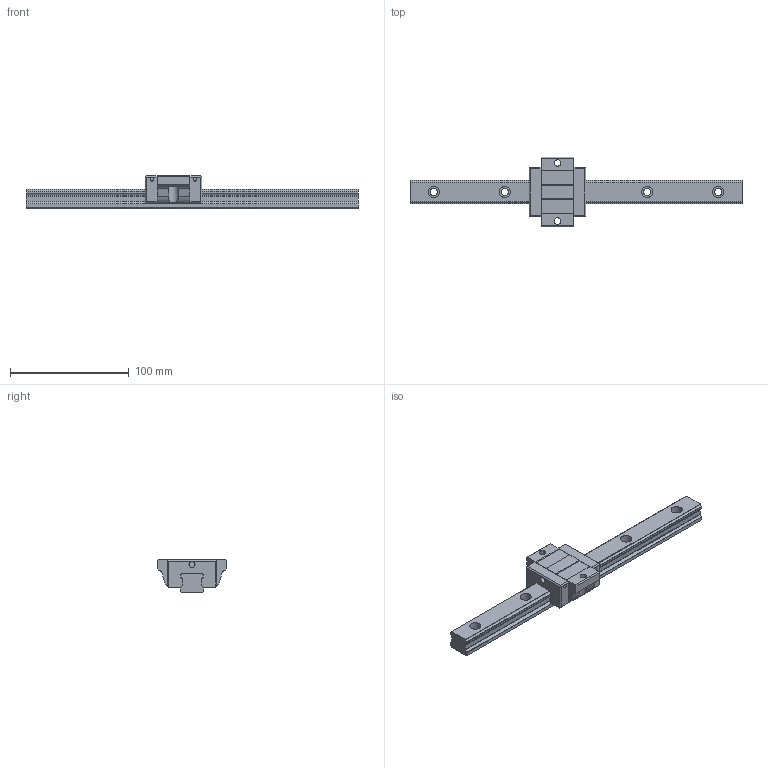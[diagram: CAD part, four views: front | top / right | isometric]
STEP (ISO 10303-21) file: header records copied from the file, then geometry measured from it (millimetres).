
FILE_DESCRIPTION(/* description */ (''),/* implementation_level */ '2;1');
FILE_NAME(/* name */ 'TRS20FS.stp',/* time_stamp */ '2012-09-20T17:46:00+08:00',/* author */ (''),/* organization */ (''),/* preprocessor_version */ 'ST-DEVELOPER v11',/* originating_system */ 'SIEMENS UGS NX 6.0',/* authorisation */ '');
FILE_SCHEMA (('CONFIG_CONTROL_DESIGN'));
Length unit declared in the file: millimetre
Products named in the file (1): darr5C22n6qc
Bounding box: 280 x 59 x 28 mm (x, y, z)
Volume: 119592.7 mm3; surface area: 33711.1 mm2
Topology: 2 solids, 2 shells, 151 faces, 440 edges, 304 vertices
Faces by surface type: plane 93, cylinder 58
Full cylindrical faces by diameter (mm): 3 x4, 5.08 x2, 5.5 x2, 6 x5, 9.5 x5
Entity records: 5144 total; most frequent: CARTESIAN_POINT 1194, ORIENTED_EDGE 832, DIRECTION 738, EDGE_CURVE 416, VERTEX_POINT 298, AXIS2_PLACEMENT_3D 270, LINE 198, VECTOR 198
